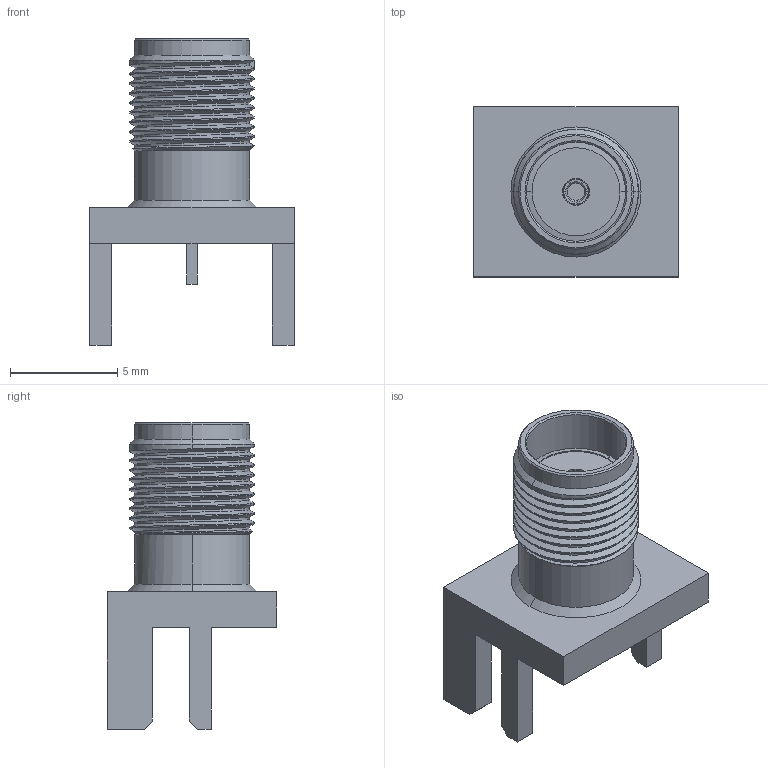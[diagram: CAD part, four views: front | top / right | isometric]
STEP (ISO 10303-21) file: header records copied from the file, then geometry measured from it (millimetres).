
FILE_DESCRIPTION (( 'STEP AP214' ), '1' );
FILE_NAME ('2484637-1.STEP', '2024-08-27T07:27:14', ( '' ), ( '' ), 'SwSTEP 2.0', 'SolidWorks 2023', '' );
FILE_SCHEMA (( 'AUTOMOTIVE_DESIGN' ));
Length unit declared in the file: millimetre
Products named in the file (1): 2484637-1
Bounding box: 9.53 x 7.92 x 14.27 mm (x, y, z)
Volume: 307.2 mm3; surface area: 523.2 mm2
Topology: 1 solids, 1 shells, 87 faces, 216 edges, 136 vertices
Faces by surface type: plane 35, cylinder 28, cone 21, bspline 3
Entity records: 9055 total; most frequent: CARTESIAN_POINT 6066, ORIENTED_EDGE 432, DIRECTION 387, EDGE_CURVE 216, VERTEX_POINT 136, VECTOR 133, LINE 133, AXIS2_PLACEMENT_3D 127
